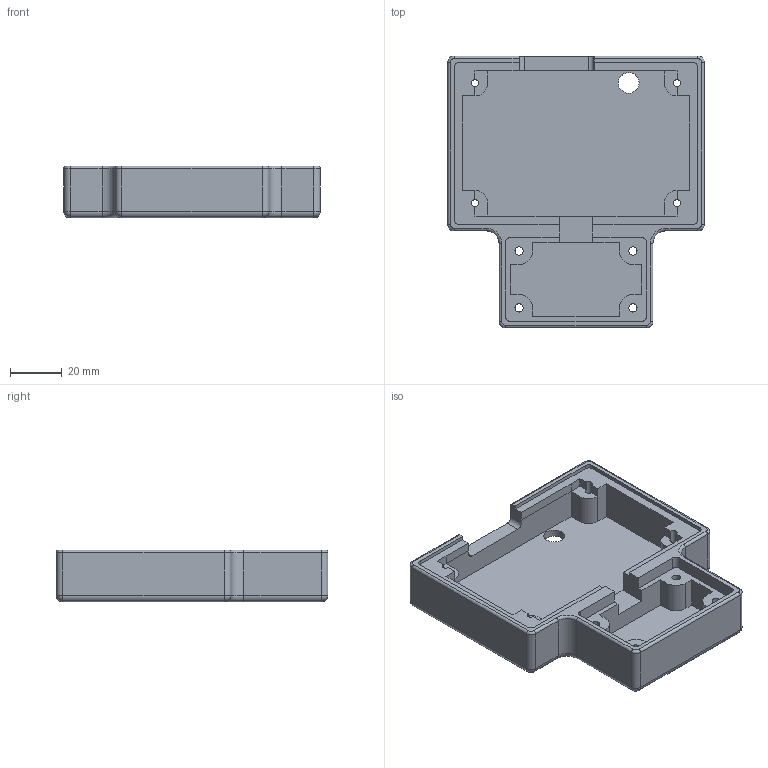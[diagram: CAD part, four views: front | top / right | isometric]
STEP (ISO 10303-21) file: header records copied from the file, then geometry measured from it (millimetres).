
FILE_DESCRIPTION(('FreeCAD Model'),'2;1');
FILE_NAME('Open CASCADE Shape Model','2022-09-11T17:54:16',(''),(''), 'Open CASCADE STEP processor 7.5','FreeCAD','Unknown');
FILE_SCHEMA(('AUTOMOTIVE_DESIGN { 1 0 10303 214 1 1 1 1 }'));
Length unit declared in the file: millimetre
Products named in the file (1): URLLabelPocket
Bounding box: 99.22 x 105.1 x 20 mm (x, y, z)
Volume: 70699.1 mm3; surface area: 33811.4 mm2
Topology: 1 solids, 1 shells, 578 faces, 1594 edges, 1042 vertices
Faces by surface type: extrusion 305, plane 201, cylinder 56, torus 10, sphere 6
Full cylindrical faces by diameter (mm): 2.75 x4, 3.2 x4, 8 x1, 13 x4
Entity records: 39253 total; most frequent: CARTESIAN_POINT 9687, DIRECTION 4370, VECTOR 3499, LINE 3194, ORIENTED_EDGE 3176, PCURVE 3176, DEFINITIONAL_REPRESENTATION 3176, B_SPLINE_CURVE_WITH_KNOTS 1663
